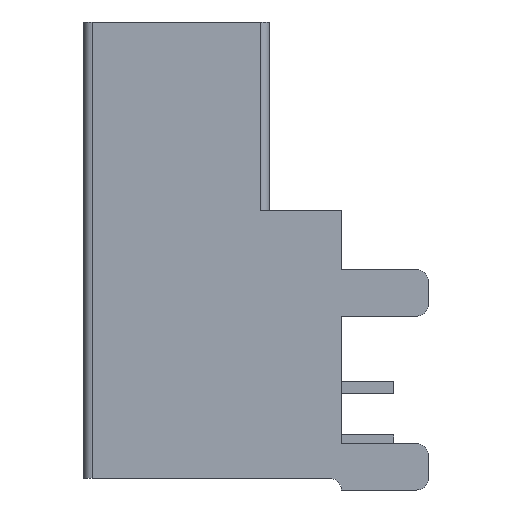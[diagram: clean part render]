
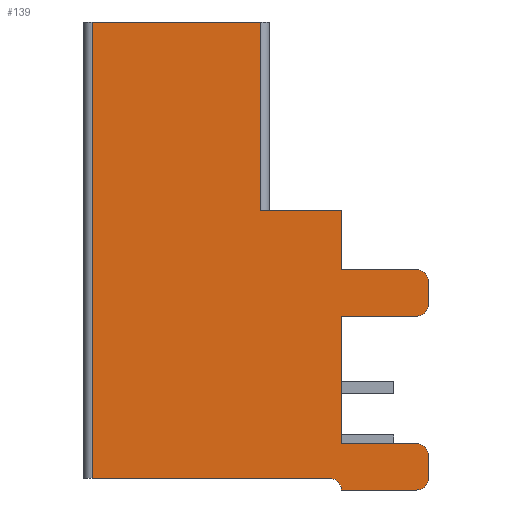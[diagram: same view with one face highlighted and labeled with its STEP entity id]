
A CAD part, left-side view. The second image highlights one B-rep face of the part: STEP entity #139.
In plain terms, the highlighted planar face has unit normal (-1, 0, 0).
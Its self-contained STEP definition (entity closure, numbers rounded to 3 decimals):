
#14 = DIRECTION ( 'NONE',  ( 0., 0., -1. ) ) ;
#21 = EDGE_CURVE ( 'NONE', #2824, #1890, #2464, .T. ) ;
#51 = CARTESIAN_POINT ( 'NONE',  ( -9.55, 0., 5.6 ) ) ;
#52 = AXIS2_PLACEMENT_3D ( 'NONE', #2475, #191, #2969 ) ;
#101 = CARTESIAN_POINT ( 'NONE',  ( -9.55, 2.8, 9.25 ) ) ;
#105 = CARTESIAN_POINT ( 'NONE',  ( -9.55, 0., 7.2 ) ) ;
#139 = ADVANCED_FACE ( 'NONE', ( #3277 ), #1690, .F. ) ;
#174 = EDGE_CURVE ( 'NONE', #2241, #3014, #1674, .T. ) ;
#180 = CARTESIAN_POINT ( 'NONE',  ( -9.55, 0., 0. ) ) ;
#183 = CARTESIAN_POINT ( 'NONE',  ( -9.55, 0., 15.75 ) ) ;
#191 = DIRECTION ( 'NONE',  ( 1., 0., 0. ) ) ;
#224 = DIRECTION ( 'NONE',  ( -1., 0., 0. ) ) ;
#240 = DIRECTION ( 'NONE',  ( 0., 0., 1. ) ) ;
#242 = EDGE_CURVE ( 'NONE', #1890, #1074, #2549, .T. ) ;
#259 = EDGE_CURVE ( 'NONE', #432, #1683, #1103, .T. ) ;
#270 = LINE ( 'NONE', #518, #2990 ) ;
#279 = CARTESIAN_POINT ( 'NONE',  ( -9.55, 8.6, 15.75 ) ) ;
#340 = DIRECTION ( 'NONE',  ( 0., -1., 0. ) ) ;
#409 = VECTOR ( 'NONE', #3220, 1000. ) ;
#428 = VERTEX_POINT ( 'NONE', #728 ) ;
#432 = VERTEX_POINT ( 'NONE', #1219 ) ;
#439 = CARTESIAN_POINT ( 'NONE',  ( -9.55, 0., 15.75 ) ) ;
#477 = VECTOR ( 'NONE', #2882, 1000. ) ;
#483 = VECTOR ( 'NONE', #1273, 1000. ) ;
#508 = DIRECTION ( 'NONE',  ( -1., 0., 0. ) ) ;
#518 = CARTESIAN_POINT ( 'NONE',  ( -9.55, -3., 0. ) ) ;
#546 = CARTESIAN_POINT ( 'NONE',  ( -9.55, 0., 15.75 ) ) ;
#594 = CARTESIAN_POINT ( 'NONE',  ( -9.55, 2.5, 9.25 ) ) ;
#607 = ORIENTED_EDGE ( 'NONE', *, *, #3077, .T. ) ;
#615 = CARTESIAN_POINT ( 'NONE',  ( -9.55, 0., 15.75 ) ) ;
#632 = ORIENTED_EDGE ( 'NONE', *, *, #1911, .T. ) ;
#671 = DIRECTION ( 'NONE',  ( 0., 0., -1. ) ) ;
#694 = VECTOR ( 'NONE', #671, 1000. ) ;
#728 = CARTESIAN_POINT ( 'NONE',  ( -9.55, 0., 1.2 ) ) ;
#732 = VECTOR ( 'NONE', #340, 1000. ) ;
#812 = CARTESIAN_POINT ( 'NONE',  ( -9.55, -3., 5.6 ) ) ;
#835 = CARTESIAN_POINT ( 'NONE',  ( -9.55, 0., 9.25 ) ) ;
#912 = CARTESIAN_POINT ( 'NONE',  ( -9.55, -2.6, 6. ) ) ;
#918 = CARTESIAN_POINT ( 'NONE',  ( -9.55, 8.6, 15.75 ) ) ;
#933 = LINE ( 'NONE', #183, #2965 ) ;
#935 = ORIENTED_EDGE ( 'NONE', *, *, #2049, .T. ) ;
#943 = VERTEX_POINT ( 'NONE', #835 ) ;
#953 = CIRCLE ( 'NONE', #2826, 0.4 ) ;
#1038 = DIRECTION ( 'NONE',  ( 0., 1., 0. ) ) ;
#1068 = LINE ( 'NONE', #1824, #477 ) ;
#1074 = VERTEX_POINT ( 'NONE', #3082 ) ;
#1102 = DIRECTION ( 'NONE',  ( 0., -1., 0. ) ) ;
#1103 = CIRCLE ( 'NONE', #2983, 0.4 ) ;
#1151 = AXIS2_PLACEMENT_3D ( 'NONE', #439, #1966, #1934 ) ;
#1191 = DIRECTION ( 'NONE',  ( 0., -1., 0. ) ) ;
#1219 = CARTESIAN_POINT ( 'NONE',  ( -9.55, -2.6, 5.6 ) ) ;
#1239 = LINE ( 'NONE', #1524, #483 ) ;
#1273 = DIRECTION ( 'NONE',  ( 0., 1., 0. ) ) ;
#1316 = ORIENTED_EDGE ( 'NONE', *, *, #1385, .F. ) ;
#1343 = VERTEX_POINT ( 'NONE', #279 ) ;
#1369 = EDGE_CURVE ( 'NONE', #1769, #3182, #1868, .T. ) ;
#1381 = CARTESIAN_POINT ( 'NONE',  ( -9.55, 8.6, 0. ) ) ;
#1385 = EDGE_CURVE ( 'NONE', #1769, #1683, #1068, .T. ) ;
#1408 = CARTESIAN_POINT ( 'NONE',  ( -9.55, -3., -0.4 ) ) ;
#1422 = CARTESIAN_POINT ( 'NONE',  ( -9.55, -2.6, -0.4 ) ) ;
#1433 = EDGE_CURVE ( 'NONE', #943, #1790, #3127, .T. ) ;
#1508 = CIRCLE ( 'NONE', #2802, 0.4 ) ;
#1516 = EDGE_CURVE ( 'NONE', #2665, #3229, #953, .T. ) ;
#1524 = CARTESIAN_POINT ( 'NONE',  ( -9.55, -3., 1.2 ) ) ;
#1529 = ORIENTED_EDGE ( 'NONE', *, *, #1433, .F. ) ;
#1602 = DIRECTION ( 'NONE',  ( 0., 0., -1. ) ) ;
#1613 = CARTESIAN_POINT ( 'NONE',  ( -9.55, -3., 6.8 ) ) ;
#1660 = EDGE_CURVE ( 'NONE', #2363, #2665, #270, .T. ) ;
#1674 = LINE ( 'NONE', #2733, #409 ) ;
#1680 = DIRECTION ( 'NONE',  ( 0., 0., -1. ) ) ;
#1683 = VERTEX_POINT ( 'NONE', #2781 ) ;
#1690 = PLANE ( 'NONE',  #1151 ) ;
#1760 = VECTOR ( 'NONE', #2622, 1000. ) ;
#1769 = VERTEX_POINT ( 'NONE', #1613 ) ;
#1777 = LINE ( 'NONE', #546, #732 ) ;
#1790 = VERTEX_POINT ( 'NONE', #105 ) ;
#1824 = CARTESIAN_POINT ( 'NONE',  ( -9.55, -3., 0. ) ) ;
#1848 = CARTESIAN_POINT ( 'NONE',  ( -9.55, -3., 0.8 ) ) ;
#1856 = VECTOR ( 'NONE', #1102, 1000. ) ;
#1863 = ORIENTED_EDGE ( 'NONE', *, *, #3268, .T. ) ;
#1868 = CIRCLE ( 'NONE', #2717, 0.4 ) ;
#1869 = LINE ( 'NONE', #594, #1856 ) ;
#1884 = LINE ( 'NONE', #812, #1760 ) ;
#1890 = VERTEX_POINT ( 'NONE', #1927 ) ;
#1911 = EDGE_CURVE ( 'NONE', #1343, #2824, #1941, .T. ) ;
#1927 = CARTESIAN_POINT ( 'NONE',  ( -9.55, 0.4, 0. ) ) ;
#1929 = ORIENTED_EDGE ( 'NONE', *, *, #3202, .F. ) ;
#1934 = DIRECTION ( 'NONE',  ( 0., 0., -1. ) ) ;
#1941 = LINE ( 'NONE', #918, #2884 ) ;
#1966 = DIRECTION ( 'NONE',  ( 1., 0., 0. ) ) ;
#2049 = EDGE_CURVE ( 'NONE', #3229, #428, #1239, .T. ) ;
#2125 = ORIENTED_EDGE ( 'NONE', *, *, #1660, .T. ) ;
#2132 = EDGE_CURVE ( 'NONE', #432, #2564, #1884, .T. ) ;
#2160 = DIRECTION ( 'NONE',  ( 0., 0., -1. ) ) ;
#2173 = ORIENTED_EDGE ( 'NONE', *, *, #2685, .F. ) ;
#2192 = ORIENTED_EDGE ( 'NONE', *, *, #1516, .T. ) ;
#2201 = LINE ( 'NONE', #1408, #2742 ) ;
#2225 = DIRECTION ( 'NONE',  ( -1., 0., 0. ) ) ;
#2238 = ORIENTED_EDGE ( 'NONE', *, *, #174, .T. ) ;
#2241 = VERTEX_POINT ( 'NONE', #101 ) ;
#2257 = CARTESIAN_POINT ( 'NONE',  ( -9.55, -2.6, 0.8 ) ) ;
#2259 = ORIENTED_EDGE ( 'NONE', *, *, #259, .T. ) ;
#2363 = VERTEX_POINT ( 'NONE', #2718 ) ;
#2407 = VERTEX_POINT ( 'NONE', #1422 ) ;
#2448 = ORIENTED_EDGE ( 'NONE', *, *, #3175, .F. ) ;
#2464 = LINE ( 'NONE', #180, #3087 ) ;
#2467 = CARTESIAN_POINT ( 'NONE',  ( -9.55, -2.6, 7.2 ) ) ;
#2475 = CARTESIAN_POINT ( 'NONE',  ( -9.55, 0.4, -0.4 ) ) ;
#2549 = CIRCLE ( 'NONE', #52, 0.4 ) ;
#2559 = EDGE_CURVE ( 'NONE', #1343, #3014, #1777, .T. ) ;
#2560 = CARTESIAN_POINT ( 'NONE',  ( -9.55, -2.6, 6.8 ) ) ;
#2564 = VERTEX_POINT ( 'NONE', #51 ) ;
#2579 = ORIENTED_EDGE ( 'NONE', *, *, #1369, .T. ) ;
#2622 = DIRECTION ( 'NONE',  ( 0., 1., 0. ) ) ;
#2660 = CARTESIAN_POINT ( 'NONE',  ( -9.55, 2.8, 15.75 ) ) ;
#2665 = VERTEX_POINT ( 'NONE', #1848 ) ;
#2685 = EDGE_CURVE ( 'NONE', #2241, #943, #1869, .T. ) ;
#2704 = CARTESIAN_POINT ( 'NONE',  ( -9.55, -2.6, 1.2 ) ) ;
#2717 = AXIS2_PLACEMENT_3D ( 'NONE', #2560, #508, #14 ) ;
#2718 = CARTESIAN_POINT ( 'NONE',  ( -9.55, -3., 0. ) ) ;
#2724 = DIRECTION ( 'NONE',  ( 0., 0., -1. ) ) ;
#2725 = ORIENTED_EDGE ( 'NONE', *, *, #21, .T. ) ;
#2733 = CARTESIAN_POINT ( 'NONE',  ( -9.55, 2.8, 15.75 ) ) ;
#2741 = DIRECTION ( 'NONE',  ( 0., 0., -1. ) ) ;
#2742 = VECTOR ( 'NONE', #3012, 1000. ) ;
#2781 = CARTESIAN_POINT ( 'NONE',  ( -9.55, -3., 6. ) ) ;
#2802 = AXIS2_PLACEMENT_3D ( 'NONE', #3177, #2878, #1602 ) ;
#2824 = VERTEX_POINT ( 'NONE', #1381 ) ;
#2826 = AXIS2_PLACEMENT_3D ( 'NONE', #2257, #224, #2741 ) ;
#2878 = DIRECTION ( 'NONE',  ( -1., 0., 0. ) ) ;
#2882 = DIRECTION ( 'NONE',  ( 0., 0., -1. ) ) ;
#2884 = VECTOR ( 'NONE', #1680, 1000. ) ;
#2890 = EDGE_LOOP ( 'NONE', ( #2448, #607, #2125, #2192, #935, #1929, #3084, #2259, #1316, #2579, #1863, #1529, #2173, #2238, #3199, #632, #2725, #3024 ) ) ;
#2965 = VECTOR ( 'NONE', #2724, 1000. ) ;
#2969 = DIRECTION ( 'NONE',  ( 0., 0., -1. ) ) ;
#2983 = AXIS2_PLACEMENT_3D ( 'NONE', #912, #2225, #2160 ) ;
#2990 = VECTOR ( 'NONE', #240, 1000. ) ;
#3012 = DIRECTION ( 'NONE',  ( 0., 1., 0. ) ) ;
#3014 = VERTEX_POINT ( 'NONE', #2660 ) ;
#3024 = ORIENTED_EDGE ( 'NONE', *, *, #242, .T. ) ;
#3048 = LINE ( 'NONE', #3294, #3171 ) ;
#3077 = EDGE_CURVE ( 'NONE', #2407, #2363, #1508, .T. ) ;
#3082 = CARTESIAN_POINT ( 'NONE',  ( -9.55, 0., -0.4 ) ) ;
#3084 = ORIENTED_EDGE ( 'NONE', *, *, #2132, .F. ) ;
#3087 = VECTOR ( 'NONE', #1191, 1000. ) ;
#3127 = LINE ( 'NONE', #615, #694 ) ;
#3171 = VECTOR ( 'NONE', #1038, 1000. ) ;
#3175 = EDGE_CURVE ( 'NONE', #2407, #1074, #2201, .T. ) ;
#3177 = CARTESIAN_POINT ( 'NONE',  ( -9.55, -2.6, 0. ) ) ;
#3182 = VERTEX_POINT ( 'NONE', #2467 ) ;
#3199 = ORIENTED_EDGE ( 'NONE', *, *, #2559, .F. ) ;
#3202 = EDGE_CURVE ( 'NONE', #2564, #428, #933, .T. ) ;
#3220 = DIRECTION ( 'NONE',  ( 0., 0., 1. ) ) ;
#3229 = VERTEX_POINT ( 'NONE', #2704 ) ;
#3268 = EDGE_CURVE ( 'NONE', #3182, #1790, #3048, .T. ) ;
#3277 = FACE_OUTER_BOUND ( 'NONE', #2890, .T. ) ;
#3294 = CARTESIAN_POINT ( 'NONE',  ( -9.55, -3., 7.2 ) ) ;
